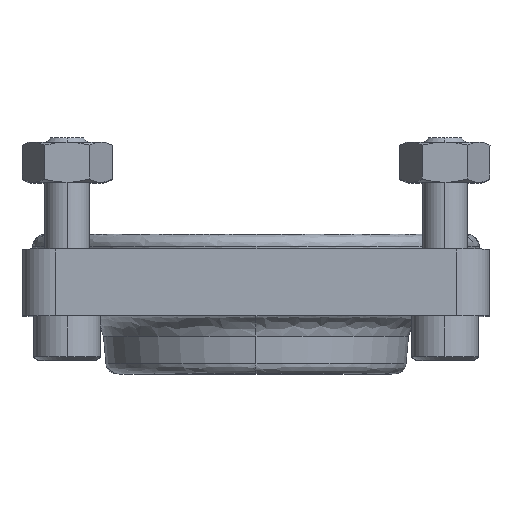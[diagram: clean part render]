
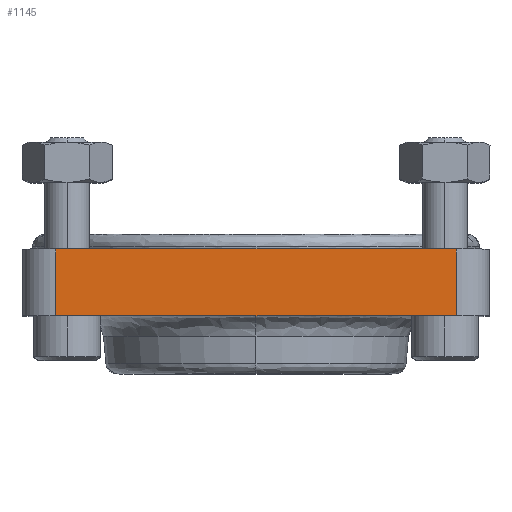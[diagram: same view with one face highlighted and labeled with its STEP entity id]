
A CAD part, top view. The second image highlights one B-rep face of the part: STEP entity #1145.
In plain terms, the highlighted planar face has unit normal (0, 0, 1).
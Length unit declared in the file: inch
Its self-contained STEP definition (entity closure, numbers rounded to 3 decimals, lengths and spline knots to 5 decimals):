
#110 = VERTEX_POINT ( 'NONE', #206 ) ;
#160 = CARTESIAN_POINT ( 'NONE',  ( 0., 0., 1.312 ) ) ;
#206 = CARTESIAN_POINT ( 'NONE',  ( -1.1245, 0., 1.312 ) ) ;
#262 = ORIENTED_EDGE ( 'NONE', *, *, #581, .T. ) ;
#354 = DIRECTION ( 'NONE',  ( 1., 0., 0. ) ) ;
#364 = VERTEX_POINT ( 'NONE', #3875 ) ;
#581 = EDGE_CURVE ( 'NONE', #110, #857, #2321, .T. ) ;
#857 = VERTEX_POINT ( 'NONE', #5954 ) ;
#971 = DIRECTION ( 'NONE',  ( 1., 0., 0. ) ) ;
#1145 = ADVANCED_FACE ( 'NONE', ( #1405 ), #4337, .T. ) ;
#1405 = FACE_OUTER_BOUND ( 'NONE', #4900, .T. ) ;
#1763 = LINE ( 'NONE', #4592, #2928 ) ;
#2099 = DIRECTION ( 'NONE',  ( -1., 0., 0. ) ) ;
#2170 = CARTESIAN_POINT ( 'NONE',  ( 1.1245, -0.375, 1.312 ) ) ;
#2231 = VECTOR ( 'NONE', #4806, 39.37008 ) ;
#2321 = LINE ( 'NONE', #2727, #2895 ) ;
#2727 = CARTESIAN_POINT ( 'NONE',  ( -1.1245, -0.375, 1.312 ) ) ;
#2784 = LINE ( 'NONE', #2170, #2231 ) ;
#2800 = AXIS2_PLACEMENT_3D ( 'NONE', #4777, #5701, #971 ) ;
#2895 = VECTOR ( 'NONE', #3707, 39.37008 ) ;
#2928 = VECTOR ( 'NONE', #354, 39.37008 ) ;
#3136 = VECTOR ( 'NONE', #2099, 39.37008 ) ;
#3498 = EDGE_CURVE ( 'NONE', #5673, #364, #2784, .T. ) ;
#3660 = EDGE_CURVE ( 'NONE', #5673, #110, #5388, .T. ) ;
#3707 = DIRECTION ( 'NONE',  ( 0., -1., 0. ) ) ;
#3875 = CARTESIAN_POINT ( 'NONE',  ( 1.1245, -0.375, 1.312 ) ) ;
#3920 = ORIENTED_EDGE ( 'NONE', *, *, #4688, .T. ) ;
#4337 = PLANE ( 'NONE',  #2800 ) ;
#4393 = ORIENTED_EDGE ( 'NONE', *, *, #3660, .T. ) ;
#4516 = ORIENTED_EDGE ( 'NONE', *, *, #3498, .F. ) ;
#4592 = CARTESIAN_POINT ( 'NONE',  ( 0., -0.375, 1.312 ) ) ;
#4688 = EDGE_CURVE ( 'NONE', #857, #364, #1763, .T. ) ;
#4777 = CARTESIAN_POINT ( 'NONE',  ( 0., -0.375, 1.312 ) ) ;
#4806 = DIRECTION ( 'NONE',  ( 0., -1., 0. ) ) ;
#4900 = EDGE_LOOP ( 'NONE', ( #3920, #4516, #4393, #262 ) ) ;
#4924 = CARTESIAN_POINT ( 'NONE',  ( 1.1245, 0., 1.312 ) ) ;
#5388 = LINE ( 'NONE', #160, #3136 ) ;
#5673 = VERTEX_POINT ( 'NONE', #4924 ) ;
#5701 = DIRECTION ( 'NONE',  ( 0., 0., 1. ) ) ;
#5954 = CARTESIAN_POINT ( 'NONE',  ( -1.1245, -0.375, 1.312 ) ) ;
